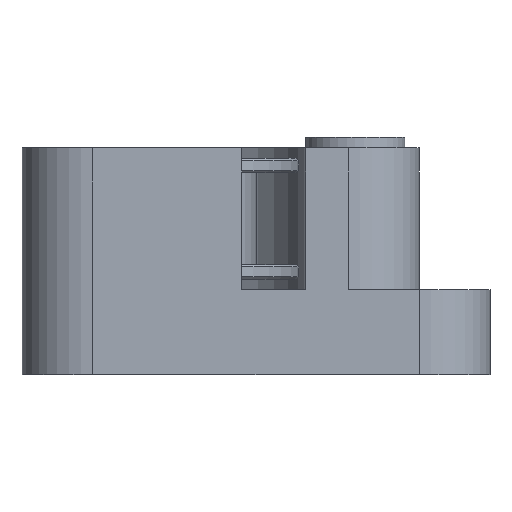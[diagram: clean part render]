
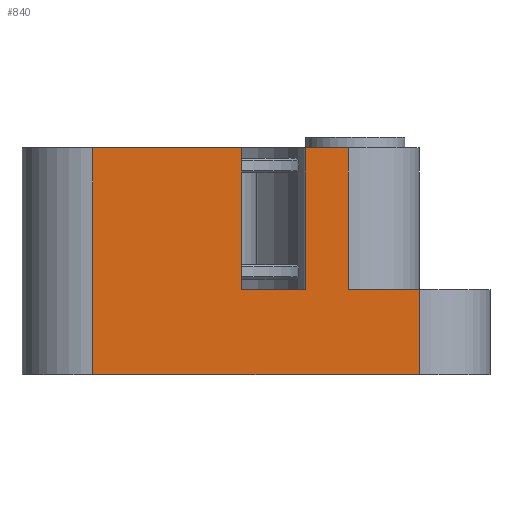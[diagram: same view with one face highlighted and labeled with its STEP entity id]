
A CAD part, left-side view. The second image highlights one B-rep face of the part: STEP entity #840.
In plain terms, the highlighted planar face has unit normal (-1, 0, 0).
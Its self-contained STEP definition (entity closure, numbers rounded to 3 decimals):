
#64=PLANE('',#963);
#114=FACE_OUTER_BOUND('',#178,.T.);
#178=EDGE_LOOP('',(#688,#689,#690,#691,#692,#693,#694,#695,#696,#697));
#218=LINE('',#1377,#280);
#223=LINE('',#1396,#285);
#235=LINE('',#1432,#297);
#239=LINE('',#1442,#301);
#240=LINE('',#1445,#302);
#243=LINE('',#1452,#305);
#244=LINE('',#1454,#306);
#245=LINE('',#1456,#307);
#246=LINE('',#1458,#308);
#247=LINE('',#1459,#309);
#280=VECTOR('',#1117,10.);
#285=VECTOR('',#1136,10.);
#297=VECTOR('',#1168,10.);
#301=VECTOR('',#1180,10.);
#302=VECTOR('',#1183,10.);
#305=VECTOR('',#1190,10.);
#306=VECTOR('',#1191,10.);
#307=VECTOR('',#1192,10.);
#308=VECTOR('',#1193,10.);
#309=VECTOR('',#1194,10.);
#402=VERTEX_POINT('',#1374);
#403=VERTEX_POINT('',#1376);
#410=VERTEX_POINT('',#1394);
#423=VERTEX_POINT('',#1429);
#424=VERTEX_POINT('',#1431);
#426=VERTEX_POINT('',#1440);
#427=VERTEX_POINT('',#1444);
#430=VERTEX_POINT('',#1453);
#431=VERTEX_POINT('',#1455);
#432=VERTEX_POINT('',#1457);
#488=EDGE_CURVE('',#402,#403,#218,.T.);
#498=EDGE_CURVE('',#410,#402,#223,.T.);
#515=EDGE_CURVE('',#423,#424,#235,.T.);
#521=EDGE_CURVE('',#403,#426,#239,.T.);
#522=EDGE_CURVE('',#426,#427,#240,.T.);
#526=EDGE_CURVE('',#410,#424,#243,.T.);
#527=EDGE_CURVE('',#430,#423,#244,.T.);
#528=EDGE_CURVE('',#430,#431,#245,.T.);
#529=EDGE_CURVE('',#431,#432,#246,.T.);
#530=EDGE_CURVE('',#432,#427,#247,.T.);
#688=ORIENTED_EDGE('',*,*,#498,.F.);
#689=ORIENTED_EDGE('',*,*,#526,.T.);
#690=ORIENTED_EDGE('',*,*,#515,.F.);
#691=ORIENTED_EDGE('',*,*,#527,.F.);
#692=ORIENTED_EDGE('',*,*,#528,.T.);
#693=ORIENTED_EDGE('',*,*,#529,.T.);
#694=ORIENTED_EDGE('',*,*,#530,.T.);
#695=ORIENTED_EDGE('',*,*,#522,.F.);
#696=ORIENTED_EDGE('',*,*,#521,.F.);
#697=ORIENTED_EDGE('',*,*,#488,.F.);
#840=ADVANCED_FACE('',(#114),#64,.T.);
#963=AXIS2_PLACEMENT_3D('',#1451,#1188,#1189);
#1117=DIRECTION('',(0.,1.,0.));
#1136=DIRECTION('',(0.,0.,-1.));
#1168=DIRECTION('',(0.,0.,-1.));
#1180=DIRECTION('',(0.,0.,1.));
#1183=DIRECTION('',(0.,-1.,0.));
#1188=DIRECTION('center_axis',(-1.,0.,0.));
#1189=DIRECTION('ref_axis',(0.,-1.,0.));
#1190=DIRECTION('',(0.,1.,0.));
#1191=DIRECTION('',(0.,-1.,0.));
#1192=DIRECTION('',(0.,0.,-1.));
#1193=DIRECTION('',(0.,1.,0.));
#1194=DIRECTION('',(0.,0.,1.));
#1374=CARTESIAN_POINT('',(-14.5,-11.5,0.));
#1376=CARTESIAN_POINT('',(-14.5,11.5,0.));
#1377=CARTESIAN_POINT('',(-14.5,-16.5,0.));
#1394=CARTESIAN_POINT('',(-14.5,-11.5,6.));
#1396=CARTESIAN_POINT('',(-14.5,-11.5,0.));
#1429=CARTESIAN_POINT('',(-14.5,-6.5,16.));
#1431=CARTESIAN_POINT('',(-14.5,-6.5,6.));
#1432=CARTESIAN_POINT('',(-14.5,-6.5,3.));
#1440=CARTESIAN_POINT('',(-14.5,11.5,16.));
#1442=CARTESIAN_POINT('',(-14.5,11.5,0.));
#1444=CARTESIAN_POINT('',(-14.5,1.,16.));
#1445=CARTESIAN_POINT('',(-14.5,-16.5,16.));
#1451=CARTESIAN_POINT('Origin',(-14.5,16.5,0.));
#1452=CARTESIAN_POINT('',(-14.5,1.25,6.));
#1453=CARTESIAN_POINT('',(-14.5,-3.5,16.));
#1454=CARTESIAN_POINT('',(-14.5,-16.5,16.));
#1455=CARTESIAN_POINT('',(-14.5,-3.5,6.));
#1456=CARTESIAN_POINT('',(-14.5,-3.5,3.));
#1457=CARTESIAN_POINT('',(-14.5,1.,6.));
#1458=CARTESIAN_POINT('',(-14.5,11.5,6.));
#1459=CARTESIAN_POINT('',(-14.5,1.,3.));
